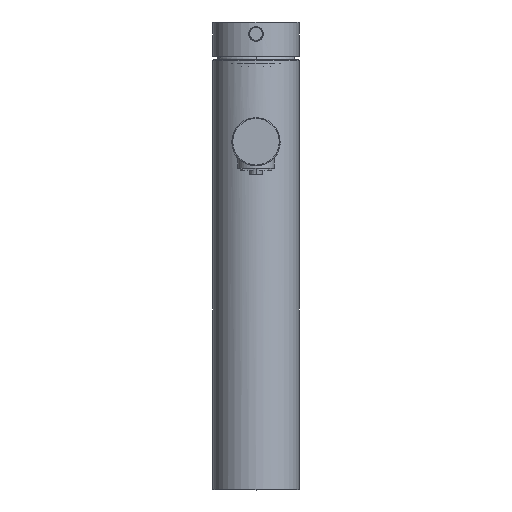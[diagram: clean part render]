
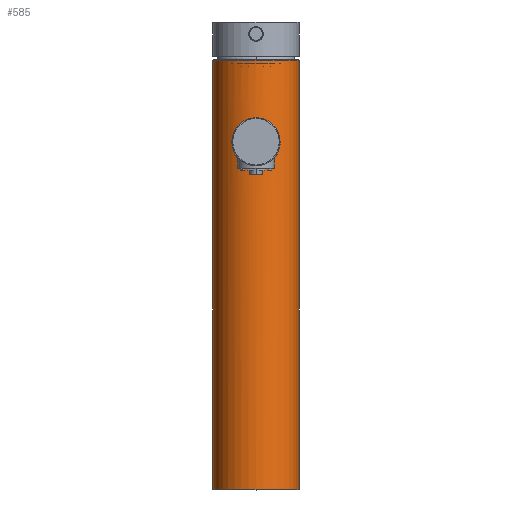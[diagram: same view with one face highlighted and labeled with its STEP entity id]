
A CAD part, top view. The second image highlights one B-rep face of the part: STEP entity #585.
In plain terms, the highlighted cylindrical face has radius 25 mm (diameter 50 mm), a partial arc.
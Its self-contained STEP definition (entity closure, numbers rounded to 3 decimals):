
#585=ADVANCED_FACE('',(#1433,#1434),#1435,.T.);
#1433=FACE_BOUND('',#3398,.T.);
#1434=FACE_OUTER_BOUND('',#3399,.T.);
#1435=CYLINDRICAL_SURFACE('',#3400,25.0);
#3398=EDGE_LOOP('',(#6206,#6207));
#3399=EDGE_LOOP('',(#6208,#6209,#6210,#6211));
#3400=AXIS2_PLACEMENT_3D('',#6212,#6213,#6214);
#6206=ORIENTED_EDGE('',*,*,#9135,.T.);
#6207=ORIENTED_EDGE('',*,*,#9136,.T.);
#6208=ORIENTED_EDGE('',*,*,#9126,.F.);
#6209=ORIENTED_EDGE('',*,*,#9137,.F.);
#6210=ORIENTED_EDGE('',*,*,#9124,.T.);
#6211=ORIENTED_EDGE('',*,*,#9134,.F.);
#6212=CARTESIAN_POINT('',(0.0,254.35,0.0));
#6213=DIRECTION('',(0.0,1.0,0.0));
#6214=DIRECTION('',(-1.0,0.0,0.0));
#9124=EDGE_CURVE('',#11173,#11174,#11175,.T.);
#9126=EDGE_CURVE('',#11176,#11178,#11179,.T.);
#9134=EDGE_CURVE('',#11178,#11174,#11191,.T.);
#9135=EDGE_CURVE('',#11192,#11193,#11194,.T.);
#9136=EDGE_CURVE('',#11193,#11192,#11195,.T.);
#9137=EDGE_CURVE('',#11173,#11176,#11196,.T.);
#11173=VERTEX_POINT('',#14484);
#11174=VERTEX_POINT('',#14485);
#11175=LINE('',#14486,#14487);
#11176=VERTEX_POINT('',#14488);
#11178=VERTEX_POINT('',#14490);
#11179=LINE('',#14491,#14492);
#11191=CIRCLE('',#14504,25.0);
#11192=VERTEX_POINT('',#14505);
#11193=VERTEX_POINT('',#14506);
#11194=B_SPLINE_CURVE_WITH_KNOTS('',3,(#14507,#14508,#14509,#14510,#14511,#14512,#14513,#14514,#14515,#14516,#14517,#14518,#14519,#14520,#14521,#14522,#14523,#14524,#14525,#14526,#14527,#14528,#14529,#14530,#14531,#14532,#14533,#14534,#14535,#14536,#14537,#14538,#14539,#14540,#14541,#14542,#14543,#14544,#14545,#14546,#14547,#14548,#14549),.UNSPECIFIED.,.F.,.F.,(4,2,2,2,2,2,2,2,2,2,3,2,2,2,2,2,2,2,2,2,4),(-24.359,-21.658,-18.957,-16.256,-13.555,-10.854,-8.141,-5.427,-2.714,-1.357,0.0,1.357,2.714,5.427,8.141,10.854,13.555,16.256,18.957,21.658,24.359),.UNSPECIFIED.);
#11195=B_SPLINE_CURVE_WITH_KNOTS('',3,(#14550,#14551,#14552,#14553,#14554,#14555,#14556,#14557,#14558,#14559,#14560,#14561,#14562,#14563,#14564,#14565,#14566,#14567,#14568,#14569,#14570,#14571,#14572,#14573,#14574,#14575,#14576,#14577,#14578,#14579,#14580,#14581,#14582,#14583,#14584,#14585,#14586,#14587,#14588,#14589,#14590,#14591),.UNSPECIFIED.,.F.,.F.,(4,2,2,2,2,2,2,2,2,2,2,2,2,2,2,2,2,2,2,2,4),(18.957,21.658,24.359,27.06,29.761,32.462,35.175,37.889,40.602,41.959,43.316,44.673,46.029,48.743,51.456,54.17,56.871,59.572,62.273,64.974,67.675),.UNSPECIFIED.);
#11196=CIRCLE('',#14592,25.0);
#14484=CARTESIAN_POINT('',(25.0,0.3,0.0));
#14485=CARTESIAN_POINT('',(25.0,249.7,0.0));
#14486=CARTESIAN_POINT('',(25.0,165.0,0.0));
#14487=VECTOR('',#17952,84.7);
#14488=CARTESIAN_POINT('',(-25.0,0.3,0.0));
#14490=CARTESIAN_POINT('',(-25.0,249.7,0.0));
#14491=CARTESIAN_POINT('',(-25.0,165.0,0.0));
#14492=VECTOR('',#17956,84.7);
#14504=AXIS2_PLACEMENT_3D('',#17978,#17979,#17980);
#14505=CARTESIAN_POINT('',(0.0,216.0,25.0));
#14506=CARTESIAN_POINT('',(0.0,188.0,25.0));
#14507=CARTESIAN_POINT('',(-2.739,215.73,24.85));
#14508=CARTESIAN_POINT('',(-1.825,215.912,24.95));
#14509=CARTESIAN_POINT('',(-0.9,216.0,25.0));
#14510=CARTESIAN_POINT('',(0.9,216.0,25.0));
#14511=CARTESIAN_POINT('',(1.825,215.912,24.95));
#14512=CARTESIAN_POINT('',(3.652,215.547,24.749));
#14513=CARTESIAN_POINT('',(4.555,215.271,24.597));
#14514=CARTESIAN_POINT('',(6.274,214.55,24.216));
#14515=CARTESIAN_POINT('',(7.093,214.104,23.986));
#14516=CARTESIAN_POINT('',(8.601,213.084,23.487));
#14517=CARTESIAN_POINT('',(9.291,212.508,23.219));
#14518=CARTESIAN_POINT('',(10.511,211.288,22.693));
#14519=CARTESIAN_POINT('',(11.087,210.597,22.415));
#14520=CARTESIAN_POINT('',(12.107,209.089,21.881));
#14521=CARTESIAN_POINT('',(12.551,208.272,21.625));
#14522=CARTESIAN_POINT('',(13.27,206.557,21.191));
#14523=CARTESIAN_POINT('',(13.546,205.657,21.013));
#14524=CARTESIAN_POINT('',(13.82,204.287,20.833));
#14525=CARTESIAN_POINT('',(13.888,203.827,20.788));
#14526=CARTESIAN_POINT('',(13.978,202.91,20.727));
#14527=CARTESIAN_POINT('',(14.0,202.452,20.712));
#14528=CARTESIAN_POINT('',(14.0,202.0,20.712));
#14529=CARTESIAN_POINT('',(14.0,201.548,20.712));
#14530=CARTESIAN_POINT('',(13.978,201.09,20.727));
#14531=CARTESIAN_POINT('',(13.888,200.173,20.788));
#14532=CARTESIAN_POINT('',(13.82,199.713,20.833));
#14533=CARTESIAN_POINT('',(13.546,198.343,21.013));
#14534=CARTESIAN_POINT('',(13.27,197.443,21.191));
#14535=CARTESIAN_POINT('',(12.551,195.728,21.625));
#14536=CARTESIAN_POINT('',(12.107,194.911,21.881));
#14537=CARTESIAN_POINT('',(11.087,193.403,22.415));
#14538=CARTESIAN_POINT('',(10.511,192.712,22.693));
#14539=CARTESIAN_POINT('',(9.291,191.492,23.219));
#14540=CARTESIAN_POINT('',(8.601,190.916,23.487));
#14541=CARTESIAN_POINT('',(7.093,189.896,23.986));
#14542=CARTESIAN_POINT('',(6.274,189.45,24.216));
#14543=CARTESIAN_POINT('',(4.555,188.729,24.597));
#14544=CARTESIAN_POINT('',(3.652,188.453,24.749));
#14545=CARTESIAN_POINT('',(1.825,188.088,24.95));
#14546=CARTESIAN_POINT('',(0.9,188.0,25.0));
#14547=CARTESIAN_POINT('',(-0.9,188.0,25.0));
#14548=CARTESIAN_POINT('',(-1.825,188.088,24.95));
#14549=CARTESIAN_POINT('',(-2.739,188.27,24.85));
#14550=CARTESIAN_POINT('',(2.739,188.27,24.85));
#14551=CARTESIAN_POINT('',(1.825,188.088,24.95));
#14552=CARTESIAN_POINT('',(0.9,188.0,25.0));
#14553=CARTESIAN_POINT('',(-0.9,188.0,25.0));
#14554=CARTESIAN_POINT('',(-1.825,188.088,24.95));
#14555=CARTESIAN_POINT('',(-3.652,188.453,24.749));
#14556=CARTESIAN_POINT('',(-4.555,188.729,24.597));
#14557=CARTESIAN_POINT('',(-6.274,189.45,24.216));
#14558=CARTESIAN_POINT('',(-7.093,189.896,23.986));
#14559=CARTESIAN_POINT('',(-8.601,190.916,23.487));
#14560=CARTESIAN_POINT('',(-9.291,191.492,23.219));
#14561=CARTESIAN_POINT('',(-10.511,192.712,22.693));
#14562=CARTESIAN_POINT('',(-11.087,193.403,22.415));
#14563=CARTESIAN_POINT('',(-12.107,194.911,21.881));
#14564=CARTESIAN_POINT('',(-12.551,195.728,21.625));
#14565=CARTESIAN_POINT('',(-13.27,197.443,21.191));
#14566=CARTESIAN_POINT('',(-13.546,198.343,21.013));
#14567=CARTESIAN_POINT('',(-13.82,199.713,20.833));
#14568=CARTESIAN_POINT('',(-13.888,200.173,20.788));
#14569=CARTESIAN_POINT('',(-13.978,201.09,20.727));
#14570=CARTESIAN_POINT('',(-14.0,201.548,20.712));
#14571=CARTESIAN_POINT('',(-14.0,202.452,20.712));
#14572=CARTESIAN_POINT('',(-13.978,202.91,20.727));
#14573=CARTESIAN_POINT('',(-13.888,203.827,20.788));
#14574=CARTESIAN_POINT('',(-13.82,204.287,20.833));
#14575=CARTESIAN_POINT('',(-13.546,205.657,21.013));
#14576=CARTESIAN_POINT('',(-13.27,206.557,21.191));
#14577=CARTESIAN_POINT('',(-12.551,208.272,21.625));
#14578=CARTESIAN_POINT('',(-12.107,209.089,21.881));
#14579=CARTESIAN_POINT('',(-11.087,210.597,22.415));
#14580=CARTESIAN_POINT('',(-10.511,211.288,22.693));
#14581=CARTESIAN_POINT('',(-9.291,212.508,23.219));
#14582=CARTESIAN_POINT('',(-8.601,213.084,23.487));
#14583=CARTESIAN_POINT('',(-7.093,214.104,23.986));
#14584=CARTESIAN_POINT('',(-6.274,214.55,24.216));
#14585=CARTESIAN_POINT('',(-4.555,215.271,24.597));
#14586=CARTESIAN_POINT('',(-3.652,215.547,24.749));
#14587=CARTESIAN_POINT('',(-1.825,215.912,24.95));
#14588=CARTESIAN_POINT('',(-0.9,216.0,25.0));
#14589=CARTESIAN_POINT('',(0.9,216.0,25.0));
#14590=CARTESIAN_POINT('',(1.825,215.912,24.95));
#14591=CARTESIAN_POINT('',(2.739,215.73,24.85));
#14592=AXIS2_PLACEMENT_3D('',#17981,#17982,#17983);
#17952=DIRECTION('',(0.0,1.0,0.));
#17956=DIRECTION('',(0.0,1.0,0.));
#17978=CARTESIAN_POINT('',(0.0,249.7,0.0));
#17979=DIRECTION('',(0.0,1.0,0.0));
#17980=DIRECTION('',(-1.0,0.0,0.0));
#17981=CARTESIAN_POINT('',(0.0,0.3,0.0));
#17982=DIRECTION('',(0.0,-1.0,0.0));
#17983=DIRECTION('',(1.0,0.0,0.0));
